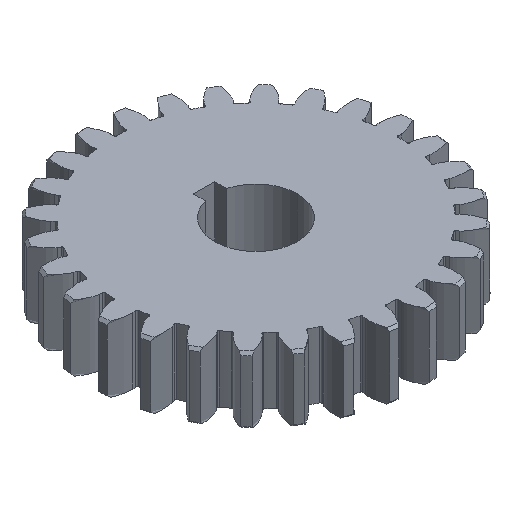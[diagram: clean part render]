
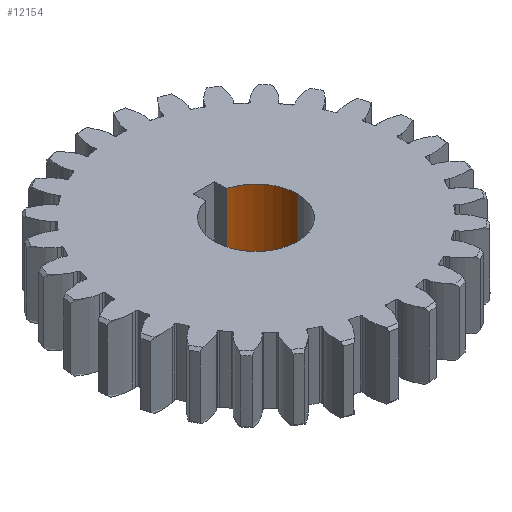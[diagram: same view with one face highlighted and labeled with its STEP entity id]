
A CAD part, isometric view. The second image highlights one B-rep face of the part: STEP entity #12154.
In plain terms, the highlighted cylindrical face has radius 1.984 mm (diameter 3.967 mm), a partial arc.
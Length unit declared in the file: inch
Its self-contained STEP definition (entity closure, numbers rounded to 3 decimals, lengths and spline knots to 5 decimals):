
#90 = DIRECTION ( 'NONE',  ( 0., 0., 1. ) ) ;
#475 = CARTESIAN_POINT ( 'NONE',  ( 0.02, 0.0755, -0.0625 ) ) ;
#670 = DIRECTION ( 'NONE',  ( 0., 0., 1. ) ) ;
#956 = DIRECTION ( 'NONE',  ( 1., 0., 0. ) ) ;
#1342 = LINE ( 'NONE', #5625, #6063 ) ;
#1407 = EDGE_CURVE ( 'NONE', #4032, #10196, #1342, .T. ) ;
#1697 = EDGE_CURVE ( 'NONE', #10476, #3309, #10865, .T. ) ;
#2310 = CARTESIAN_POINT ( 'NONE',  ( 0.0781, 0., 0.0625 ) ) ;
#2635 = ORIENTED_EDGE ( 'NONE', *, *, #9657, .F. ) ;
#2912 = AXIS2_PLACEMENT_3D ( 'NONE', #10154, #10079, #4660 ) ;
#3309 = VERTEX_POINT ( 'NONE', #12861 ) ;
#4032 = VERTEX_POINT ( 'NONE', #6195 ) ;
#4660 = DIRECTION ( 'NONE',  ( 1., 0., 0. ) ) ;
#4992 = EDGE_LOOP ( 'NONE', ( #2635, #9130, #6828, #9397 ) ) ;
#5262 = AXIS2_PLACEMENT_3D ( 'NONE', #8294, #12660, #956 ) ;
#5463 = VECTOR ( 'NONE', #90, 39.37008 ) ;
#5515 = CARTESIAN_POINT ( 'NONE',  ( 0.02, 0.0755, -0.0625 ) ) ;
#5625 = CARTESIAN_POINT ( 'NONE',  ( 0.0781, 0., -0.0625 ) ) ;
#6063 = VECTOR ( 'NONE', #7613, 39.37008 ) ;
#6095 = FACE_OUTER_BOUND ( 'NONE', #4992, .T. ) ;
#6195 = CARTESIAN_POINT ( 'NONE',  ( 0.0781, 0., -0.0625 ) ) ;
#6828 = ORIENTED_EDGE ( 'NONE', *, *, #10672, .T. ) ;
#7613 = DIRECTION ( 'NONE',  ( 0., 0., 1. ) ) ;
#8294 = CARTESIAN_POINT ( 'NONE',  ( 0., 0., -0.0625 ) ) ;
#9130 = ORIENTED_EDGE ( 'NONE', *, *, #1407, .T. ) ;
#9377 = DIRECTION ( 'NONE',  ( 1., 0., 0. ) ) ;
#9397 = ORIENTED_EDGE ( 'NONE', *, *, #1697, .F. ) ;
#9480 = CIRCLE ( 'NONE', #11972, 0.0781 ) ;
#9657 = EDGE_CURVE ( 'NONE', #4032, #10476, #9480, .T. ) ;
#10079 = DIRECTION ( 'NONE',  ( 0., 0., 1. ) ) ;
#10154 = CARTESIAN_POINT ( 'NONE',  ( 0., 0., 0.0625 ) ) ;
#10196 = VERTEX_POINT ( 'NONE', #2310 ) ;
#10445 = CYLINDRICAL_SURFACE ( 'NONE', #5262, 0.0781 ) ;
#10476 = VERTEX_POINT ( 'NONE', #475 ) ;
#10672 = EDGE_CURVE ( 'NONE', #10196, #3309, #12509, .T. ) ;
#10865 = LINE ( 'NONE', #5515, #5463 ) ;
#11972 = AXIS2_PLACEMENT_3D ( 'NONE', #13795, #670, #9377 ) ;
#12154 = ADVANCED_FACE ( 'NONE', ( #6095 ), #10445, .F. ) ;
#12509 = CIRCLE ( 'NONE', #2912, 0.0781 ) ;
#12660 = DIRECTION ( 'NONE',  ( 0., 0., 1. ) ) ;
#12861 = CARTESIAN_POINT ( 'NONE',  ( 0.02, 0.0755, 0.0625 ) ) ;
#13795 = CARTESIAN_POINT ( 'NONE',  ( 0., 0., -0.0625 ) ) ;
